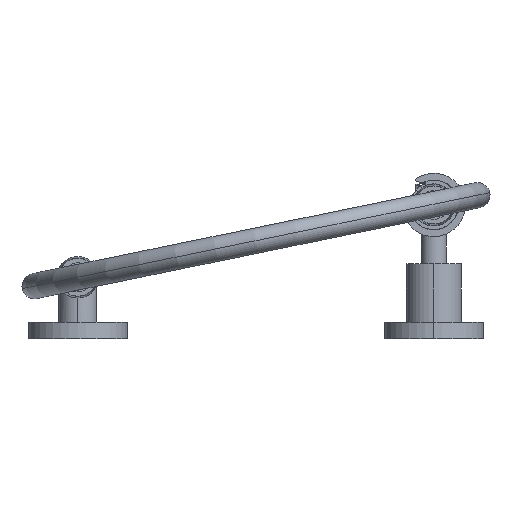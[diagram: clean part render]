
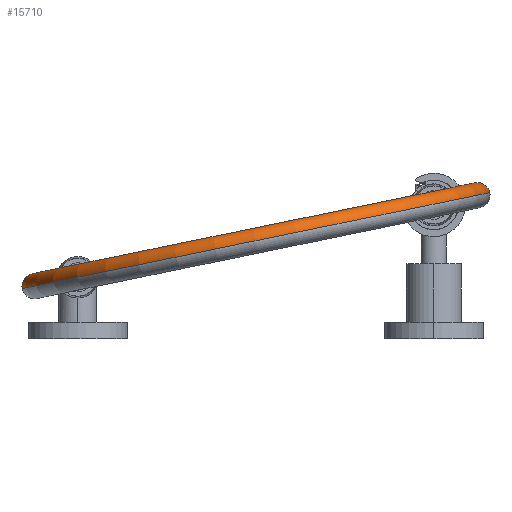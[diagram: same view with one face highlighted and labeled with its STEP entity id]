
A CAD part, front view. The second image highlights one B-rep face of the part: STEP entity #15710.
In plain terms, the highlighted toroidal (fillet/blend) face has major radius 125 mm and minor radius 7 mm.
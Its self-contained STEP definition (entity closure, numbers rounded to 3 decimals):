
#231 = CIRCLE ( 'NONE', #7837, 118. ) ;
#635 = VERTEX_POINT ( 'NONE', #12071 ) ;
#1666 = DIRECTION ( 'NONE',  ( 0., 0., -1. ) ) ;
#1728 = CIRCLE ( 'NONE', #6061, 132. ) ;
#2054 = TOROIDAL_SURFACE ( 'NONE', #15698, 125., 7. ) ;
#2540 = EDGE_CURVE ( 'NONE', #635, #4805, #1728, .T. ) ;
#2829 = CARTESIAN_POINT ( 'NONE',  ( 24.37, -444., 0. ) ) ;
#2882 = DIRECTION ( 'NONE',  ( -1., 0., 0. ) ) ;
#3056 = CARTESIAN_POINT ( 'NONE',  ( -218.63, -444., 0. ) ) ;
#3688 = VERTEX_POINT ( 'NONE', #4328 ) ;
#3721 = AXIS2_PLACEMENT_3D ( 'NONE', #2829, #11360, #4060 ) ;
#3899 = CARTESIAN_POINT ( 'NONE',  ( -100.63, -444., 0. ) ) ;
#3961 = EDGE_CURVE ( 'NONE', #3688, #635, #7099, .T. ) ;
#4060 = DIRECTION ( 'NONE',  ( -1., 0., 0. ) ) ;
#4328 = CARTESIAN_POINT ( 'NONE',  ( 17.37, -444., 0. ) ) ;
#4541 = AXIS2_PLACEMENT_3D ( 'NONE', #5935, #14452, #7187 ) ;
#4805 = VERTEX_POINT ( 'NONE', #5043 ) ;
#5043 = CARTESIAN_POINT ( 'NONE',  ( -232.63, -444., 0. ) ) ;
#5131 = DIRECTION ( 'NONE',  ( -1., 0., 0. ) ) ;
#5148 = ORIENTED_EDGE ( 'NONE', *, *, #3961, .F. ) ;
#5607 = DIRECTION ( 'NONE',  ( 0., 0., -1. ) ) ;
#5935 = CARTESIAN_POINT ( 'NONE',  ( -225.63, -444., 0. ) ) ;
#6061 = AXIS2_PLACEMENT_3D ( 'NONE', #12908, #5607, #14125 ) ;
#6103 = EDGE_CURVE ( 'NONE', #15119, #4805, #8523, .T. ) ;
#7099 = CIRCLE ( 'NONE', #3721, 7. ) ;
#7187 = DIRECTION ( 'NONE',  ( 0., 0., -1. ) ) ;
#7837 = AXIS2_PLACEMENT_3D ( 'NONE', #3899, #12441, #5131 ) ;
#7931 = ORIENTED_EDGE ( 'NONE', *, *, #9317, .T. ) ;
#8523 = CIRCLE ( 'NONE', #4541, 7. ) ;
#8524 = ORIENTED_EDGE ( 'NONE', *, *, #2540, .F. ) ;
#8583 = FACE_OUTER_BOUND ( 'NONE', #12378, .T. ) ;
#8999 = CARTESIAN_POINT ( 'NONE',  ( -100.63, -444., 0. ) ) ;
#9317 = EDGE_CURVE ( 'NONE', #3688, #15119, #231, .T. ) ;
#11360 = DIRECTION ( 'NONE',  ( 0., 1., 0. ) ) ;
#12071 = CARTESIAN_POINT ( 'NONE',  ( 31.37, -444., 0. ) ) ;
#12378 = EDGE_LOOP ( 'NONE', ( #8524, #5148, #7931, #14030 ) ) ;
#12441 = DIRECTION ( 'NONE',  ( 0., 0., -1. ) ) ;
#12908 = CARTESIAN_POINT ( 'NONE',  ( -100.63, -444., 0. ) ) ;
#14030 = ORIENTED_EDGE ( 'NONE', *, *, #6103, .T. ) ;
#14125 = DIRECTION ( 'NONE',  ( -1., 0., 0. ) ) ;
#14452 = DIRECTION ( 'NONE',  ( 0., -1., 0. ) ) ;
#15119 = VERTEX_POINT ( 'NONE', #3056 ) ;
#15698 = AXIS2_PLACEMENT_3D ( 'NONE', #8999, #1666, #2882 ) ;
#15710 = ADVANCED_FACE ( 'NONE', ( #8583 ), #2054, .T. ) ;
